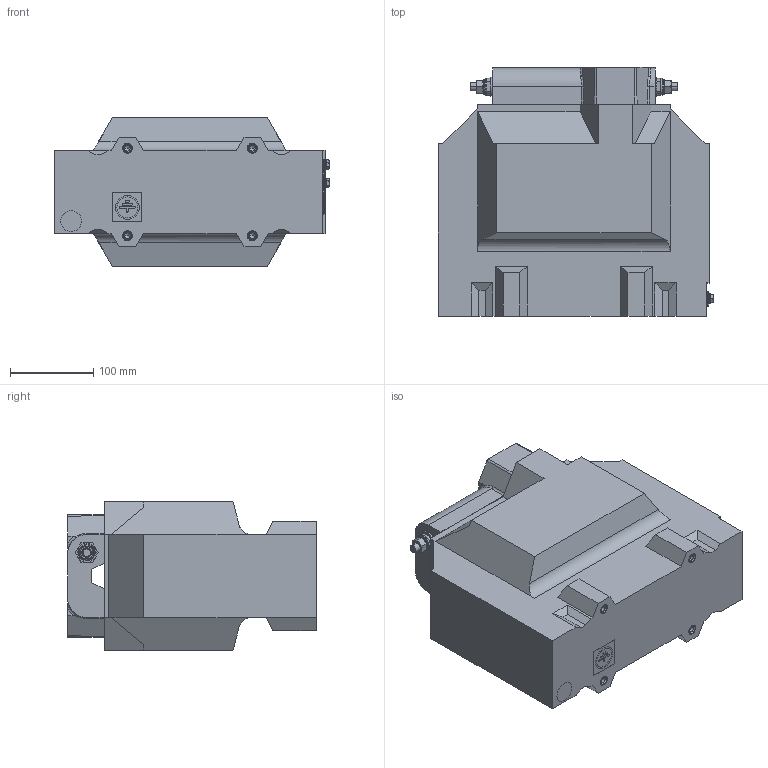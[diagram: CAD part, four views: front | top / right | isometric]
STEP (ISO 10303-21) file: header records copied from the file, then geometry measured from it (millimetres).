
FILE_DESCRIPTION (( 'STEP AP214' ), '1' );
FILE_NAME ('ﾎﾋﾑ-ﾑﾒ-1,25(6;10)-023ﾏS.STEP', '2024-04-24T10:59:45', ( '' ), ( '' ), 'SwSTEP 2.0', 'SolidWorks 2014', '' );
FILE_SCHEMA (( 'AUTOMOTIVE_DESIGN' ));
Length unit declared in the file: millimetre
Products named in the file (30): ÂÅÈÓ.713141.006 Âòóëêà îïîðíàÿ_-01; Êîìïàóíä (îòëèâêà) äëÿ ïðåäîõðàíèòåëüíîãî óñòðîéñòâà ÎËÑ; Áîëò DIN 933_6å12; ﾎﾋﾑ-ﾑﾒ-1,25(6;10)-023ﾏS; ﾘ琺矜 DIN 127 B_6; ﾘ琺矜 DIN 125 ﾀ_6.01.019; socket head cap screw_din_DIN 912 M10 x 25 --- 25N; ÂÅÈÓ.754447.004 Çíàê çàçåìëåíèÿ ÃÎÑÒ 21130-75; 屡扔.305364.007 青汶篪赅; ÂÅÈÓ.723111.010 Ïðåäîõðàíèòåëüíîå óñòðîéñòâî ÎËÑ,ÍÈÎË(ÏS) (â ñáîðå)(SIBA); ÑÒ.ÎË.01.00.00.001 Ïàñïîðòíàÿ òàáëè÷êà ÎËÑ-ÑÒ_-01; Ãàéêà øåñòèãðàííàÿ DIN 934_10; ÑÒ.ÎË.02.01.00.000 Ñáîðêà ñ çàëèâêîé_-01; ﾘ琺矜 DIN 127 B_10; ﾘ琺矜 DIN 125 ﾀ_10.01.019; Äîçàëèâêà^ÑÒ.ÎË.02.01.00.000 Ñáîðêà ñ çàëèâêîé; Ïðóæèíà ñæàòèÿ STAMO (1x7x35x18 - ñòàëü)_STAMO 1x7x35x18; 砎槼隰譇膻蠈錪 SIBA-18700 8x150; Îòëèâêà^ÑÒ.ÎË.02.01.00.000 Ñáîðêà ñ çàëèâêîé; ÂÅÈÓ.685159.009 Êîíòàêò; ÂÅÈÓ.723111.010 Ïðåäîõðàíèòåëüíîå óñòðîéñòâî ÎËÑ,ÍÈÎË(ÏS) (ñáîðêà ñ çàëèâêîé)(SIBA); ÑÒ.ÎË.02.01.01.000 Àêòèâíàÿ ÷àñòü_-01; Ïðîâîä ÏÝÒÂ-2 2,0 áåç èçîëÿöèè; ÂÅÈÓ.758472.021 Ãàéêà; ÂÅÈÓ.758472.048 Ãàéêà ñïåöèàëüíàÿ Ì18; 屡扔.758472.007 绵殛郷-01; ÂÅÈÓ.758472.047 Ãàéêà ñïåöèàëüíàÿ Ì5_-00; ﾂﾅﾈﾓ.745418.001 ﾇ琥韲; ÂÅÈÓ.713141.006 Âòóëêà îïîðíàÿ_-00; ÂÅÈÓ.685159.005 Êîíòàêò
Assembly tree (48 placements, depth 4):
  ﾎﾋﾑ-ﾑﾒ-1,25(6;10)-023ﾏS
    ÑÒ.ÎË.02.01.00.000 Ñáîðêà ñ çàëèâêîé_-01
      ÑÒ.ÎË.02.01.01.000 Àêòèâíàÿ ÷àñòü_-01
        ÂÅÈÓ.713141.006 Âòóëêà îïîðíàÿ_-01  x3
        ÂÅÈÓ.713141.006 Âòóëêà îïîðíàÿ_-00
        ﾂﾅﾈﾓ.745418.001 ﾇ琥韲
        屡扔.758472.007 绵殛郷-01  x2
        ÂÅÈÓ.758472.021 Ãàéêà  x2
      Îòëèâêà^ÑÒ.ÎË.02.01.00.000 Ñáîðêà ñ çàëèâêîé
      Äîçàëèâêà^ÑÒ.ÎË.02.01.00.000 Ñáîðêà ñ çàëèâêîé
    ÑÒ.ÎË.01.00.00.001 Ïàñïîðòíàÿ òàáëè÷êà ÎËÑ-ÑÒ_-01
    ÂÅÈÓ.754447.004 Çíàê çàçåìëåíèÿ ÃÎÑÒ 21130-75
    socket head cap screw_din_DIN 912 M10 x 25 --- 25N  x2
    ﾘ琺矜 DIN 125 ﾀ_6.01.019  x2
    ﾘ琺矜 DIN 127 B_6  x2
    Áîëò DIN 933_6å12  x2
    ÂÅÈÓ.723111.010 Ïðåäîõðàíèòåëüíîå óñòðîéñòâî ÎËÑ,ÍÈÎË(ÏS) (â ñáîðå)(SIBA)
      ÂÅÈÓ.723111.010 Ïðåäîõðàíèòåëüíîå óñòðîéñòâî ÎËÑ,ÍÈÎË(ÏS) (ñáîðêà ñ çàëèâêîé)(SIBA)
        Êîìïàóíä (îòëèâêà) äëÿ ïðåäîõðàíèòåëüíîãî óñòðîéñòâà ÎËÑ
        ÂÅÈÓ.685159.005 Êîíòàêò  x2
        ÂÅÈÓ.758472.047 Ãàéêà ñïåöèàëüíàÿ Ì5_-00  x2
        ÂÅÈÓ.758472.048 Ãàéêà ñïåöèàëüíàÿ Ì18  x2
        Ïðîâîä ÏÝÒÂ-2 2,0 áåç èçîëÿöèè  x2
      ÂÅÈÓ.685159.009 Êîíòàêò  x2
      砎槼隰譇膻蠈錪 SIBA-18700 8x150  x2
      Ïðóæèíà ñæàòèÿ STAMO (1x7x35x18 - ñòàëü)_STAMO 1x7x35x18  x2
      ﾘ琺矜 DIN 125 ﾀ_10.01.019  x2
      ﾘ琺矜 DIN 127 B_10  x2
      Ãàéêà øåñòèãðàííàÿ DIN 934_10  x2
    屡扔.305364.007 青汶篪赅  x2
Bounding box: 330.2 x 298.7 x 178 mm (x, y, z)
Volume: 11196077.3 mm3; surface area: 494645.6 mm2
Topology: 47 solids, 47 shells, 3636 faces, 9340 edges, 6085 vertices
Faces by surface type: plane 2061, bspline 927, cylinder 378, cone 220, torus 48, sphere 2
Entity records: 178059 total; most frequent: CARTESIAN_POINT 78410, ORIENTED_EDGE 17174, DIRECTION 12163, EDGE_CURVE 8587, LINE 5791, VECTOR 5791, VERTEX_POINT 5658, EDGE_LOOP 3653
